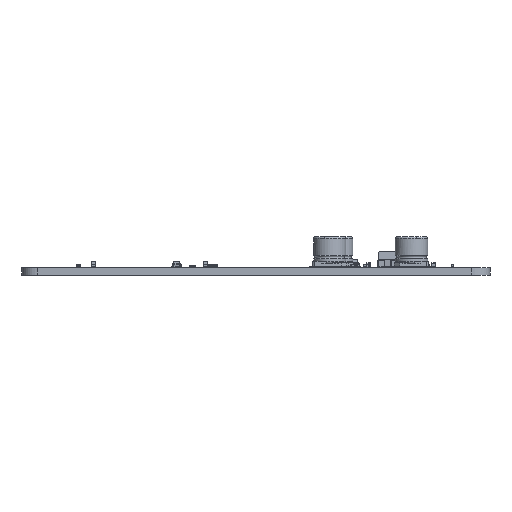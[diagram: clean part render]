
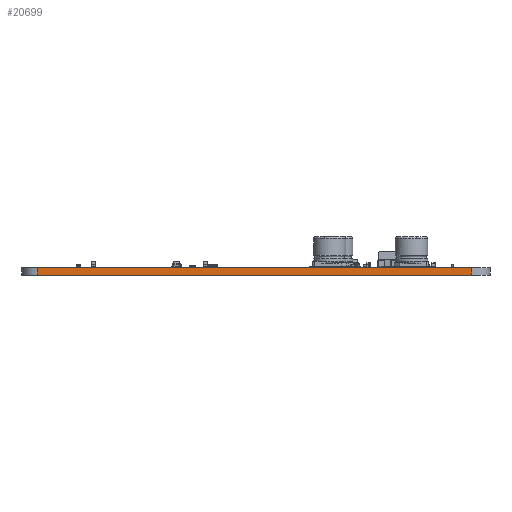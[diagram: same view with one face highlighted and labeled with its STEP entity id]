
A CAD part, left-side view. The second image highlights one B-rep face of the part: STEP entity #20699.
In plain terms, the highlighted planar face has unit normal (-1, 0, 0).
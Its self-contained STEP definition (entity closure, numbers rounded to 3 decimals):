
#19534 = VERTEX_POINT('',#19535);
#19535 = CARTESIAN_POINT('',(141.475,-71.902,0.));
#19542 = EDGE_CURVE('',#19543,#19534,#19545,.T.);
#19543 = VERTEX_POINT('',#19544);
#19544 = CARTESIAN_POINT('',(141.475,-156.225,0.));
#19545 = LINE('',#19546,#19547);
#19546 = CARTESIAN_POINT('',(141.475,-156.225,0.));
#19547 = VECTOR('',#19548,1.);
#19548 = DIRECTION('',(0.,1.,0.));
#20103 = VERTEX_POINT('',#20104);
#20104 = CARTESIAN_POINT('',(141.475,-71.902,1.51));
#20111 = EDGE_CURVE('',#20112,#20103,#20114,.T.);
#20112 = VERTEX_POINT('',#20113);
#20113 = CARTESIAN_POINT('',(141.475,-156.225,1.51));
#20114 = LINE('',#20115,#20116);
#20115 = CARTESIAN_POINT('',(141.475,-156.225,1.51));
#20116 = VECTOR('',#20117,1.);
#20117 = DIRECTION('',(0.,1.,0.));
#20669 = EDGE_CURVE('',#19534,#20103,#20670,.T.);
#20670 = LINE('',#20671,#20672);
#20671 = CARTESIAN_POINT('',(141.475,-71.902,0.));
#20672 = VECTOR('',#20673,1.);
#20673 = DIRECTION('',(0.,0.,1.));
#20699 = ADVANCED_FACE('',(#20700),#20711,.T.);
#20700 = FACE_BOUND('',#20701,.T.);
#20701 = EDGE_LOOP('',(#20702,#20708,#20709,#20710));
#20702 = ORIENTED_EDGE('',*,*,#20703,.T.);
#20703 = EDGE_CURVE('',#19543,#20112,#20704,.T.);
#20704 = LINE('',#20705,#20706);
#20705 = CARTESIAN_POINT('',(141.475,-156.225,0.));
#20706 = VECTOR('',#20707,1.);
#20707 = DIRECTION('',(0.,0.,1.));
#20708 = ORIENTED_EDGE('',*,*,#20111,.T.);
#20709 = ORIENTED_EDGE('',*,*,#20669,.F.);
#20710 = ORIENTED_EDGE('',*,*,#19542,.F.);
#20711 = PLANE('',#20712);
#20712 = AXIS2_PLACEMENT_3D('',#20713,#20714,#20715);
#20713 = CARTESIAN_POINT('',(141.475,-156.225,0.));
#20714 = DIRECTION('',(-1.,0.,0.));
#20715 = DIRECTION('',(0.,1.,0.));
